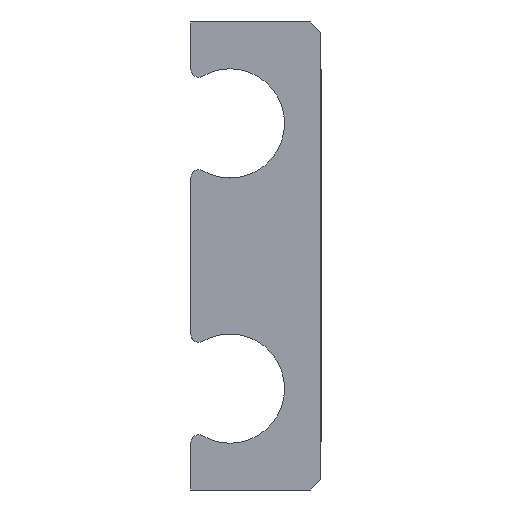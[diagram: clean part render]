
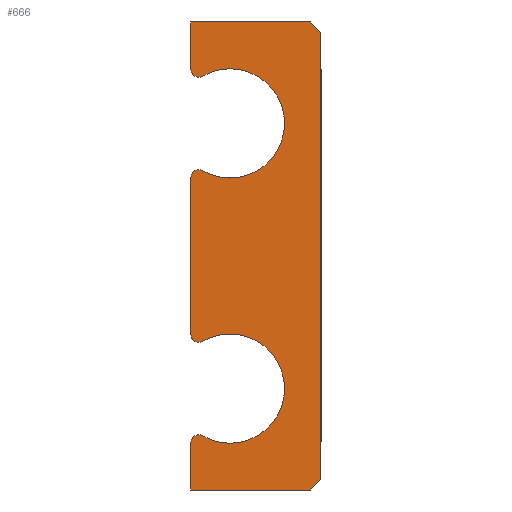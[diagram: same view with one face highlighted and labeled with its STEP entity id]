
A CAD part, left-side view. The second image highlights one B-rep face of the part: STEP entity #666.
In plain terms, the highlighted planar face has unit normal (-1, 0, 0).
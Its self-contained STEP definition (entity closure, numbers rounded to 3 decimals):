
#31=LINE('',#1033,#83);
#32=LINE('',#1035,#84);
#33=LINE('',#1037,#85);
#34=LINE('',#1045,#86);
#35=LINE('',#1053,#87);
#36=LINE('',#1055,#88);
#37=LINE('',#1057,#89);
#38=LINE('',#1058,#90);
#83=VECTOR('',#822,10.);
#84=VECTOR('',#823,10.);
#85=VECTOR('',#824,10.);
#86=VECTOR('',#831,10.);
#87=VECTOR('',#838,10.);
#88=VECTOR('',#839,10.);
#89=VECTOR('',#840,10.);
#90=VECTOR('',#841,10.);
#163=FACE_OUTER_BOUND('',#202,.T.);
#202=EDGE_LOOP('',(#467,#468,#469,#470,#471,#472,#473,#474,#475,#476,#477,
#478,#479,#480));
#254=CIRCLE('',#725,0.3);
#255=CIRCLE('',#726,2.1);
#256=CIRCLE('',#727,0.3);
#257=CIRCLE('',#728,0.3);
#258=CIRCLE('',#729,2.1);
#259=CIRCLE('',#730,0.3);
#297=VERTEX_POINT('',#1031);
#298=VERTEX_POINT('',#1032);
#299=VERTEX_POINT('',#1034);
#300=VERTEX_POINT('',#1036);
#301=VERTEX_POINT('',#1038);
#302=VERTEX_POINT('',#1040);
#303=VERTEX_POINT('',#1042);
#304=VERTEX_POINT('',#1044);
#305=VERTEX_POINT('',#1046);
#306=VERTEX_POINT('',#1048);
#307=VERTEX_POINT('',#1050);
#308=VERTEX_POINT('',#1052);
#309=VERTEX_POINT('',#1054);
#310=VERTEX_POINT('',#1056);
#363=EDGE_CURVE('',#297,#298,#31,.T.);
#364=EDGE_CURVE('',#298,#299,#32,.T.);
#365=EDGE_CURVE('',#299,#300,#33,.T.);
#366=EDGE_CURVE('',#300,#301,#254,.T.);
#367=EDGE_CURVE('',#301,#302,#255,.T.);
#368=EDGE_CURVE('',#302,#303,#256,.T.);
#369=EDGE_CURVE('',#303,#304,#34,.T.);
#370=EDGE_CURVE('',#304,#305,#257,.T.);
#371=EDGE_CURVE('',#305,#306,#258,.T.);
#372=EDGE_CURVE('',#306,#307,#259,.T.);
#373=EDGE_CURVE('',#307,#308,#35,.T.);
#374=EDGE_CURVE('',#308,#309,#36,.T.);
#375=EDGE_CURVE('',#309,#310,#37,.T.);
#376=EDGE_CURVE('',#310,#297,#38,.T.);
#467=ORIENTED_EDGE('',*,*,#363,.T.);
#468=ORIENTED_EDGE('',*,*,#364,.T.);
#469=ORIENTED_EDGE('',*,*,#365,.T.);
#470=ORIENTED_EDGE('',*,*,#366,.T.);
#471=ORIENTED_EDGE('',*,*,#367,.T.);
#472=ORIENTED_EDGE('',*,*,#368,.T.);
#473=ORIENTED_EDGE('',*,*,#369,.T.);
#474=ORIENTED_EDGE('',*,*,#370,.T.);
#475=ORIENTED_EDGE('',*,*,#371,.T.);
#476=ORIENTED_EDGE('',*,*,#372,.T.);
#477=ORIENTED_EDGE('',*,*,#373,.T.);
#478=ORIENTED_EDGE('',*,*,#374,.T.);
#479=ORIENTED_EDGE('',*,*,#375,.T.);
#480=ORIENTED_EDGE('',*,*,#376,.T.);
#648=PLANE('',#724);
#666=ADVANCED_FACE('',(#163),#648,.T.);
#724=AXIS2_PLACEMENT_3D('',#1030,#820,#821);
#725=AXIS2_PLACEMENT_3D('',#1039,#825,#826);
#726=AXIS2_PLACEMENT_3D('',#1041,#827,#828);
#727=AXIS2_PLACEMENT_3D('',#1043,#829,#830);
#728=AXIS2_PLACEMENT_3D('',#1047,#832,#833);
#729=AXIS2_PLACEMENT_3D('',#1049,#834,#835);
#730=AXIS2_PLACEMENT_3D('',#1051,#836,#837);
#820=DIRECTION('center_axis',(-1.,0.,0.));
#821=DIRECTION('ref_axis',(0.,0.,1.));
#822=DIRECTION('',(0.,0.707,0.707));
#823=DIRECTION('',(0.,1.,0.));
#824=DIRECTION('',(0.,0.,-1.));
#825=DIRECTION('center_axis',(-1.,0.,0.));
#826=DIRECTION('ref_axis',(0.,1.,0.));
#827=DIRECTION('center_axis',(1.,0.,0.));
#828=DIRECTION('ref_axis',(0.,-1.,0.));
#829=DIRECTION('center_axis',(-1.,0.,0.));
#830=DIRECTION('ref_axis',(0.,-0.5,0.866));
#831=DIRECTION('',(0.,0.,-1.));
#832=DIRECTION('center_axis',(-1.,0.,0.));
#833=DIRECTION('ref_axis',(0.,1.,0.));
#834=DIRECTION('center_axis',(1.,0.,0.));
#835=DIRECTION('ref_axis',(0.,-1.,0.));
#836=DIRECTION('center_axis',(-1.,0.,0.));
#837=DIRECTION('ref_axis',(0.,-0.5,0.866));
#838=DIRECTION('',(0.,0.,-1.));
#839=DIRECTION('',(0.,-1.,0.));
#840=DIRECTION('',(0.,-0.707,0.707));
#841=DIRECTION('',(0.,0.,1.));
#1030=CARTESIAN_POINT('Origin',(-117.,8.98,0.));
#1031=CARTESIAN_POINT('',(-117.,0.,8.6));
#1032=CARTESIAN_POINT('',(-117.,0.4,9.));
#1033=CARTESIAN_POINT('',(-117.,0.195,8.795));
#1034=CARTESIAN_POINT('',(-117.,5.,9.));
#1035=CARTESIAN_POINT('',(-117.,4.49,9.));
#1036=CARTESIAN_POINT('',(-117.,5.,7.178));
#1037=CARTESIAN_POINT('',(-117.,5.,0.));
#1038=CARTESIAN_POINT('',(-117.,4.55,6.919));
#1039=CARTESIAN_POINT('Origin',(-117.,4.7,7.178));
#1040=CARTESIAN_POINT('',(-117.,4.55,3.281));
#1041=CARTESIAN_POINT('Origin',(-117.,3.5,5.1));
#1042=CARTESIAN_POINT('',(-117.,5.,3.022));
#1043=CARTESIAN_POINT('Origin',(-117.,4.7,3.022));
#1044=CARTESIAN_POINT('',(-117.,5.,-3.022));
#1045=CARTESIAN_POINT('',(-117.,5.,0.));
#1046=CARTESIAN_POINT('',(-117.,4.55,-3.281));
#1047=CARTESIAN_POINT('Origin',(-117.,4.7,-3.022));
#1048=CARTESIAN_POINT('',(-117.,4.55,-6.919));
#1049=CARTESIAN_POINT('Origin',(-117.,3.5,-5.1));
#1050=CARTESIAN_POINT('',(-117.,5.,-7.178));
#1051=CARTESIAN_POINT('Origin',(-117.,4.7,-7.178));
#1052=CARTESIAN_POINT('',(-117.,5.,-9.));
#1053=CARTESIAN_POINT('',(-117.,5.,0.));
#1054=CARTESIAN_POINT('',(-117.,0.4,-9.));
#1055=CARTESIAN_POINT('',(-117.,4.49,-9.));
#1056=CARTESIAN_POINT('',(-117.,0.,-8.6));
#1057=CARTESIAN_POINT('',(-117.,0.195,-8.795));
#1058=CARTESIAN_POINT('',(-117.,0.,0.));
